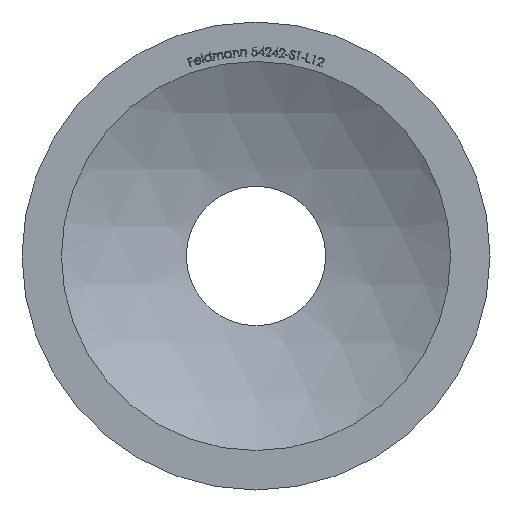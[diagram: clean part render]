
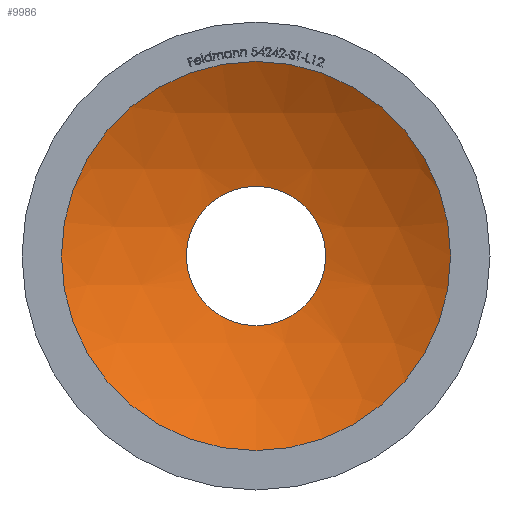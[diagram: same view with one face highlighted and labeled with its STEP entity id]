
A CAD part, front view. The second image highlights one B-rep face of the part: STEP entity #9986.
In plain terms, the highlighted spherical face has radius 33 mm.
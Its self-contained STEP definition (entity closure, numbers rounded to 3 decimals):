
#136 = DIRECTION ( 'NONE',  ( 1., 0., 0. ) ) ;
#424 = CARTESIAN_POINT ( 'NONE',  ( 0., 4.403, 0. ) ) ;
#829 = EDGE_LOOP ( 'NONE', ( #9482 ) ) ;
#1137 = VERTEX_POINT ( 'NONE', #5151 ) ;
#1436 = AXIS2_PLACEMENT_3D ( 'NONE', #1880, #4641, #11448 ) ;
#1800 = EDGE_CURVE ( 'NONE', #1137, #1137, #11612, .T. ) ;
#1880 = CARTESIAN_POINT ( 'NONE',  ( 0., 0., 0. ) ) ;
#1883 = VERTEX_POINT ( 'NONE', #5460 ) ;
#2471 = DIRECTION ( 'NONE',  ( 0., -1., 0. ) ) ;
#2711 = CARTESIAN_POINT ( 'NONE',  ( 0., -28., 0. ) ) ;
#4125 = ORIENTED_EDGE ( 'NONE', *, *, #8111, .T. ) ;
#4641 = DIRECTION ( 'NONE',  ( 0., -1., 0. ) ) ;
#5151 = CARTESIAN_POINT ( 'NONE',  ( 0., 4.403, -6.25 ) ) ;
#5460 = CARTESIAN_POINT ( 'NONE',  ( 17.464, 0., 0. ) ) ;
#5752 = EDGE_LOOP ( 'NONE', ( #4125 ) ) ;
#6944 = SPHERICAL_SURFACE ( 'NONE', #8851, 33. ) ;
#7247 = FACE_OUTER_BOUND ( 'NONE', #829, .T. ) ;
#7734 = CIRCLE ( 'NONE', #1436, 17.464 ) ;
#8111 = EDGE_CURVE ( 'NONE', #1883, #1883, #7734, .T. ) ;
#8647 = DIRECTION ( 'NONE',  ( 0., 0., 1. ) ) ;
#8851 = AXIS2_PLACEMENT_3D ( 'NONE', #2711, #8647, #136 ) ;
#9482 = ORIENTED_EDGE ( 'NONE', *, *, #1800, .F. ) ;
#9940 = FACE_OUTER_BOUND ( 'NONE', #5752, .T. ) ;
#9986 = ADVANCED_FACE ( 'NONE', ( #7247, #9940 ), #6944, .F. ) ;
#11448 = DIRECTION ( 'NONE',  ( 1., 0., 0. ) ) ;
#11612 = CIRCLE ( 'NONE', #11749, 6.25 ) ;
#11749 = AXIS2_PLACEMENT_3D ( 'NONE', #424, #2471, #12038 ) ;
#12038 = DIRECTION ( 'NONE',  ( 0., 0., -1. ) ) ;
